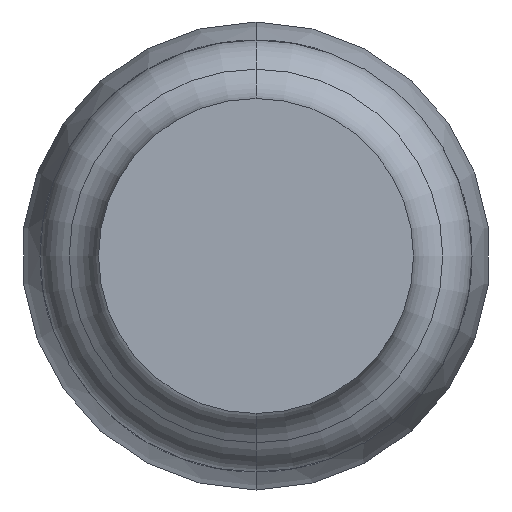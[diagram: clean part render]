
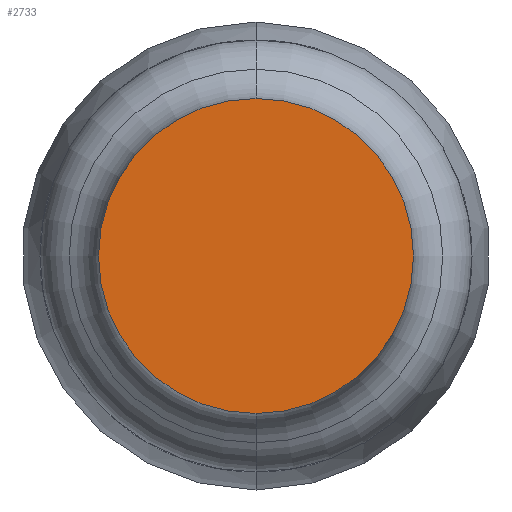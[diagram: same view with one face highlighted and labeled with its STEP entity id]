
A CAD part, front view. The second image highlights one B-rep face of the part: STEP entity #2733.
In plain terms, the highlighted planar face has unit normal (0, -1, 0).
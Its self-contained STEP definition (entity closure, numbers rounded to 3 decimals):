
#164 = VERTEX_POINT ( 'NONE', #938 ) ;
#266 = AXIS2_PLACEMENT_3D ( 'NONE', #2065, #1122, #3303 ) ;
#304 = ORIENTED_EDGE ( 'NONE', *, *, #3438, .F. ) ;
#426 = EDGE_CURVE ( 'Defeature ausgef�hrt1_2+Defeature ausgef�hrt1_1+Defeature ausgef�hrt1_1+Defeature ausgef�hrt1_1', #164, #3775, #2730, .T. ) ;
#938 = CARTESIAN_POINT ( 'NONE',  ( 0., -31.6, -0.35 ) ) ;
#1122 = DIRECTION ( 'NONE',  ( 0., 1., 0. ) ) ;
#1200 = AXIS2_PLACEMENT_3D ( 'NONE', #2064, #3911, #3929 ) ;
#1203 = CIRCLE ( 'NONE', #266, 0.35 ) ;
#1440 = ORIENTED_EDGE ( 'NONE', *, *, #426, .F. ) ;
#1498 = CARTESIAN_POINT ( 'NONE',  ( 0., -31.6, 0.35 ) ) ;
#1645 = PLANE ( 'NONE',  #2533 ) ;
#1853 = EDGE_LOOP ( 'NONE', ( #304, #1440 ) ) ;
#1914 = CARTESIAN_POINT ( 'NONE',  ( 0., -31.6, 0. ) ) ;
#1963 = FACE_OUTER_BOUND ( 'NONE', #1853, .T. ) ;
#2064 = CARTESIAN_POINT ( 'NONE',  ( 0., -31.6, 0. ) ) ;
#2065 = CARTESIAN_POINT ( 'NONE',  ( 0., -31.6, 0. ) ) ;
#2222 = DIRECTION ( 'NONE',  ( 0., 0., 1. ) ) ;
#2533 = AXIS2_PLACEMENT_3D ( 'NONE', #1914, #2549, #2222 ) ;
#2549 = DIRECTION ( 'NONE',  ( 0., 1., 0. ) ) ;
#2730 = CIRCLE ( 'NONE', #1200, 0.35 ) ;
#2733 = ADVANCED_FACE ( 'Defeature ausgef�hrt1_1', ( #1963 ), #1645, .F. ) ;
#3303 = DIRECTION ( 'NONE',  ( 0., 0., 1. ) ) ;
#3438 = EDGE_CURVE ( 'Defeature ausgef�hrt1_2+Defeature ausgef�hrt1_1+Defeature ausgef�hrt1_1+Defeature ausgef�hrt1_1', #3775, #164, #1203, .T. ) ;
#3775 = VERTEX_POINT ( 'NONE', #1498 ) ;
#3911 = DIRECTION ( 'NONE',  ( 0., 1., 0. ) ) ;
#3929 = DIRECTION ( 'NONE',  ( 0., 0., 1. ) ) ;
